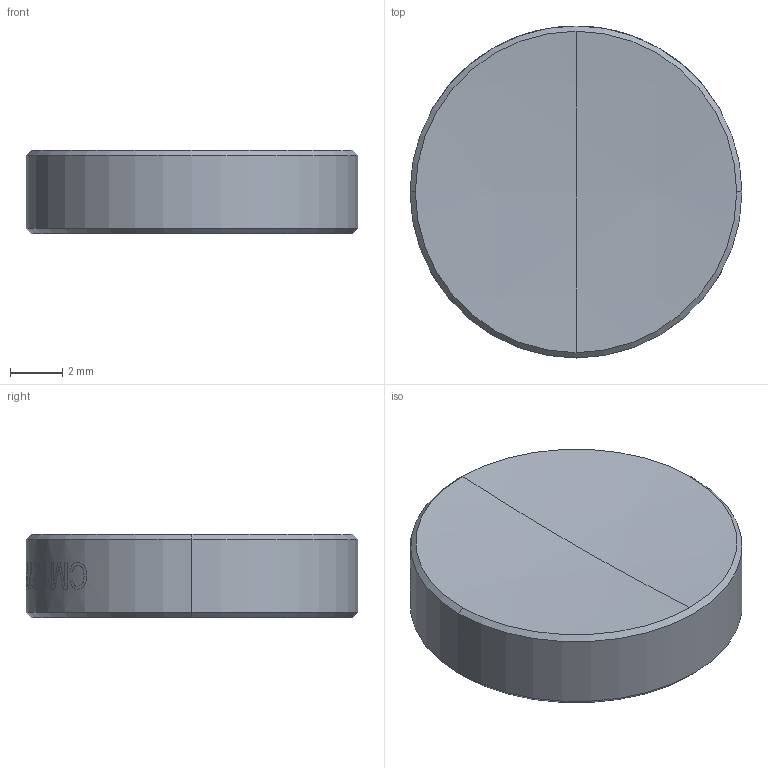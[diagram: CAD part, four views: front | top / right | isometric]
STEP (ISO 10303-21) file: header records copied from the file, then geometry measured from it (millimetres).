
FILE_DESCRIPTION (( 'STEP AP203' ), '1' );
FILE_NAME ('TTN201208-E0W.STEP', '2020-11-06T13:11:21', ( '' ), ( '' ), 'SwSTEP 2.0', 'SolidWorks 2018', '' );
FILE_SCHEMA (( 'CONFIG_CONTROL_DESIGN' ));
Length unit declared in the file: millimetre
Products named in the file (1): TTN201208-E0W
Bounding box: 12.7 x 12.7 x 3.19 mm (x, y, z)
Volume: 391.2 mm3; surface area: 371.4 mm2
Topology: 1 solids, 1 shells, 27 faces, 164 edges, 157 vertices
Faces by surface type: cylinder 20, cone 4, sphere 2, plane 1
Entity records: 3098 total; most frequent: CARTESIAN_POINT 1928, ORIENTED_EDGE 328, EDGE_CURVE 164, VERTEX_POINT 157, B_SPLINE_CURVE_WITH_KNOTS 146, DIRECTION 86, EDGE_LOOP 45, AXIS2_PLACEMENT_3D 40
